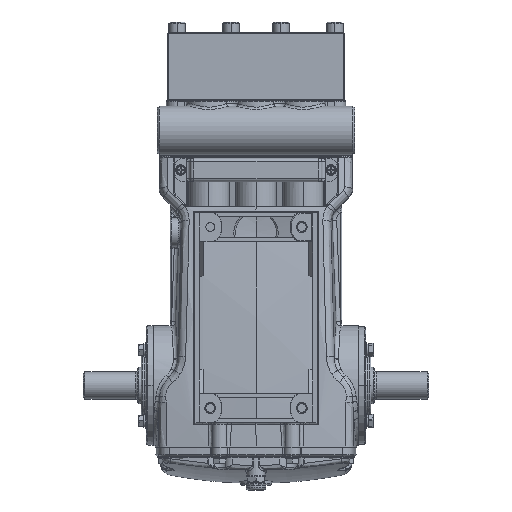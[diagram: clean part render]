
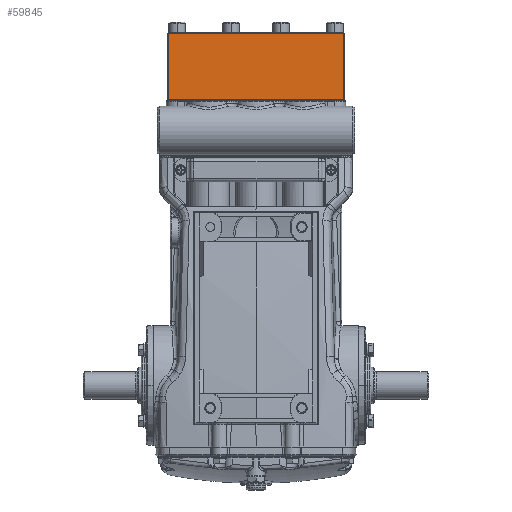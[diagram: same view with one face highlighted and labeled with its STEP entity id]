
A CAD part, front view. The second image highlights one B-rep face of the part: STEP entity #59845.
In plain terms, the highlighted planar face has unit normal (0, -1, 0).
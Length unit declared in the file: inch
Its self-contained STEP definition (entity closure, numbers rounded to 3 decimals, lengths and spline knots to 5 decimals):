
#718 = DIRECTION ( 'NONE',  ( 0., 0., -1. ) ) ;
#11417 = EDGE_CURVE ( 'NONE', #71642, #16275, #83924, .T. ) ;
#11989 = CARTESIAN_POINT ( 'NONE',  ( -3.85827, -2.8937, 15.29528 ) ) ;
#12191 = ORIENTED_EDGE ( 'NONE', *, *, #51849, .T. ) ;
#13908 = LINE ( 'NONE', #31248, #19068 ) ;
#16275 = VERTEX_POINT ( 'NONE', #49416 ) ;
#16982 = CARTESIAN_POINT ( 'NONE',  ( -3.85827, -2.8937, 15.33465 ) ) ;
#19068 = VECTOR ( 'NONE', #101564, 39.37008 ) ;
#20788 = VERTEX_POINT ( 'NONE', #73354 ) ;
#22262 = CARTESIAN_POINT ( 'NONE',  ( 3.8189, -2.8937, 15.29528 ) ) ;
#22636 = VECTOR ( 'NONE', #44042, 39.37008 ) ;
#23279 = EDGE_CURVE ( 'NONE', #16275, #20788, #36320, .T. ) ;
#30079 = VERTEX_POINT ( 'NONE', #74431 ) ;
#30688 = AXIS2_PLACEMENT_3D ( 'NONE', #16982, #49000, #718 ) ;
#31248 = CARTESIAN_POINT ( 'NONE',  ( -3.85827, -2.8937, 12.42126 ) ) ;
#36320 = LINE ( 'NONE', #101342, #103632 ) ;
#39734 = VECTOR ( 'NONE', #96785, 39.37008 ) ;
#44042 = DIRECTION ( 'NONE',  ( -1., 0., 0. ) ) ;
#48490 = CARTESIAN_POINT ( 'NONE',  ( 3.8189, -2.8937, 12.38189 ) ) ;
#49000 = DIRECTION ( 'NONE',  ( 0., -1., 0. ) ) ;
#49416 = CARTESIAN_POINT ( 'NONE',  ( -3.8189, -2.8937, 15.29528 ) ) ;
#51849 = EDGE_CURVE ( 'NONE', #20788, #30079, #13908, .T. ) ;
#54101 = EDGE_LOOP ( 'NONE', ( #90681, #12191, #64258, #77707 ) ) ;
#55305 = PLANE ( 'NONE',  #30688 ) ;
#59845 = ADVANCED_FACE ( 'NONE', ( #103575 ), #55305, .T. ) ;
#61474 = DIRECTION ( 'NONE',  ( 0., 0., -1. ) ) ;
#64258 = ORIENTED_EDGE ( 'NONE', *, *, #97272, .F. ) ;
#71642 = VERTEX_POINT ( 'NONE', #22262 ) ;
#73354 = CARTESIAN_POINT ( 'NONE',  ( -3.8189, -2.8937, 12.42126 ) ) ;
#74431 = CARTESIAN_POINT ( 'NONE',  ( 3.8189, -2.8937, 12.42126 ) ) ;
#77707 = ORIENTED_EDGE ( 'NONE', *, *, #11417, .T. ) ;
#83924 = LINE ( 'NONE', #11989, #22636 ) ;
#90681 = ORIENTED_EDGE ( 'NONE', *, *, #23279, .T. ) ;
#96785 = DIRECTION ( 'NONE',  ( 0., 0., -1. ) ) ;
#97272 = EDGE_CURVE ( 'NONE', #71642, #30079, #103572, .T. ) ;
#101342 = CARTESIAN_POINT ( 'NONE',  ( -3.8189, -2.8937, 12.38189 ) ) ;
#101564 = DIRECTION ( 'NONE',  ( 1., 0., 0. ) ) ;
#103572 = LINE ( 'NONE', #48490, #39734 ) ;
#103575 = FACE_OUTER_BOUND ( 'NONE', #54101, .T. ) ;
#103632 = VECTOR ( 'NONE', #61474, 39.37008 ) ;
